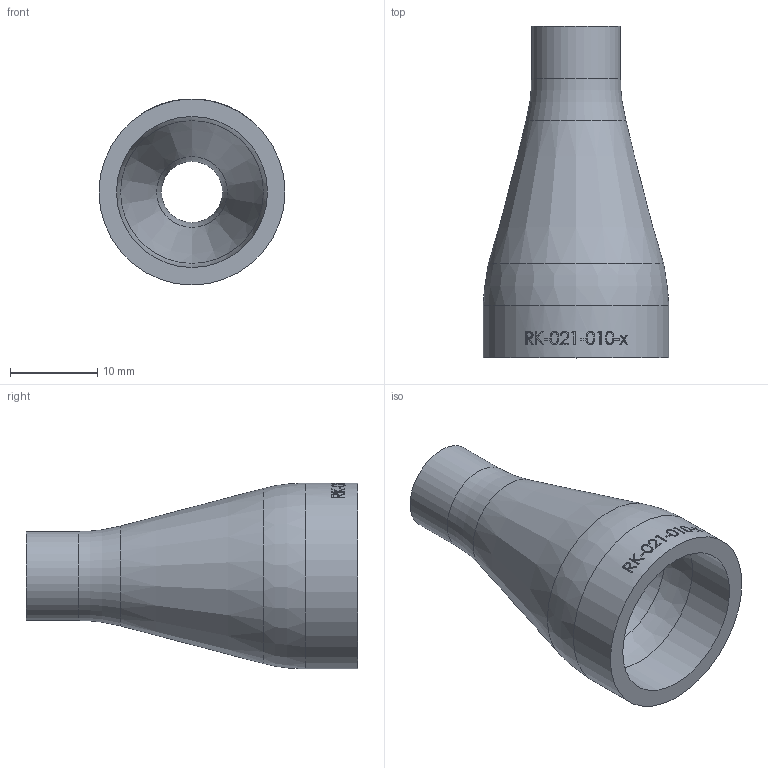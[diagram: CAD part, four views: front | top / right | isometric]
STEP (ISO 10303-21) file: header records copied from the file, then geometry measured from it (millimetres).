
FILE_DESCRIPTION (( 'STEP AP214' ), '1' );
FILE_NAME ('RK-021-010-x Reduzierung 21,3x10,2x2,0x1,6 BL38 1909.STEP', '2019-09-09T09:38:57', ( '' ), ( '' ), 'SwSTEP 2.0', 'SolidWorks 2016', '' );
FILE_SCHEMA (( 'AUTOMOTIVE_DESIGN' ));
Length unit declared in the file: millimetre
Products named in the file (1): RK-021-010-x Reduzierung 21,3x10,2x2,0x1,6 BL38 1909
Bounding box: 21.3 x 38 x 21.3 mm (x, y, z)
Volume: 3120.8 mm3; surface area: 3545.5 mm2
Topology: 1 solids, 1 shells, 130 faces, 328 edges, 216 vertices
Faces by surface type: bspline 57, plane 47, cylinder 20, torus 4, cone 2
Full cylindrical faces by diameter (mm): 7 x1, 10.2 x1, 17.3 x1, 21.3 x1
Entity records: 9873 total; most frequent: CARTESIAN_POINT 5961, ORIENTED_EDGE 636, DIRECTION 349, EDGE_CURVE 318, VERTEX_POINT 216, B_SPLINE_CURVE_WITH_KNOTS 185, EDGE_LOOP 158, AXIS2_PLACEMENT_3D 142
